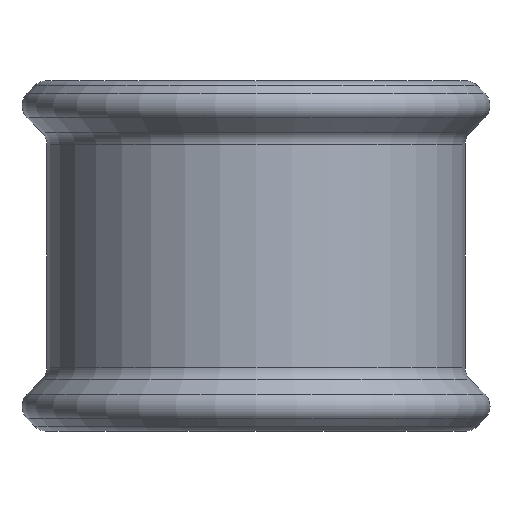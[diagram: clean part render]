
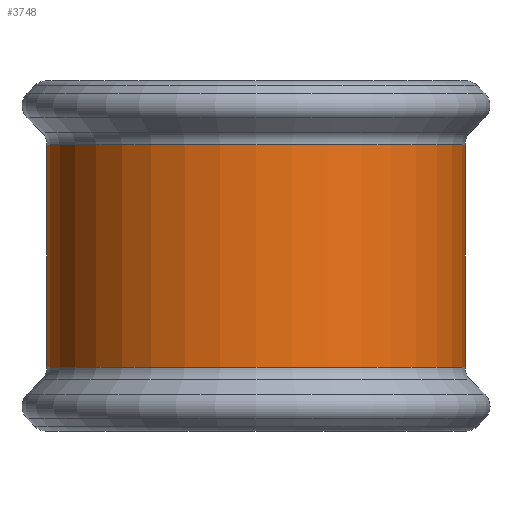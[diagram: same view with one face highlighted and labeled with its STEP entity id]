
A CAD part, front view. The second image highlights one B-rep face of the part: STEP entity #3748.
In plain terms, the highlighted cylindrical face has radius 9.335 mm (diameter 18.669 mm), a partial arc.
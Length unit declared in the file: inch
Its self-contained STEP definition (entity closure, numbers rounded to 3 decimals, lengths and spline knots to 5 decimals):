
#142 = LINE ( 'NONE', #946, #1274 ) ;
#344 = CARTESIAN_POINT ( 'NONE',  ( 0.3125, -0.719, 0.19579 ) ) ;
#443 = VERTEX_POINT ( 'NONE', #563 ) ;
#563 = CARTESIAN_POINT ( 'NONE',  ( -0.055, -0.719, -0.19579 ) ) ;
#678 = CARTESIAN_POINT ( 'NONE',  ( 0.3125, -0.719, 0. ) ) ;
#692 = CARTESIAN_POINT ( 'NONE',  ( 0.3125, -0.719, -0.19579 ) ) ;
#768 = EDGE_CURVE ( 'NONE', #2434, #3439, #142, .T. ) ;
#805 = DIRECTION ( 'NONE',  ( -1., 0., 0. ) ) ;
#868 = ORIENTED_EDGE ( 'NONE', *, *, #768, .T. ) ;
#946 = CARTESIAN_POINT ( 'NONE',  ( 0.3125, -0.3515, 0.19579 ) ) ;
#1158 = CARTESIAN_POINT ( 'NONE',  ( -0.055, -0.719, 0.19579 ) ) ;
#1172 = DIRECTION ( 'NONE',  ( -1., 0., 0. ) ) ;
#1274 = VECTOR ( 'NONE', #5203, 39.37008 ) ;
#1358 = EDGE_LOOP ( 'NONE', ( #868, #3922, #5554, #5302 ) ) ;
#1719 = LINE ( 'NONE', #1158, #5336 ) ;
#1818 = EDGE_CURVE ( 'NONE', #2434, #443, #2194, .T. ) ;
#1926 = EDGE_CURVE ( 'NONE', #443, #2163, #1719, .T. ) ;
#2102 = DIRECTION ( 'NONE',  ( 0., 0., 1. ) ) ;
#2120 = DIRECTION ( 'NONE',  ( -1., 0., 0. ) ) ;
#2163 = VERTEX_POINT ( 'NONE', #4111 ) ;
#2194 = CIRCLE ( 'NONE', #5711, 0.3675 ) ;
#2434 = VERTEX_POINT ( 'NONE', #2977 ) ;
#2442 = CIRCLE ( 'NONE', #5884, 0.3675 ) ;
#2977 = CARTESIAN_POINT ( 'NONE',  ( 0.3125, -0.3515, -0.19579 ) ) ;
#3043 = DIRECTION ( 'NONE',  ( 0., 0., -1. ) ) ;
#3439 = VERTEX_POINT ( 'NONE', #5838 ) ;
#3646 = DIRECTION ( 'NONE',  ( 0., 0., -1. ) ) ;
#3748 = ADVANCED_FACE ( 'NONE', ( #5173 ), #5683, .T. ) ;
#3922 = ORIENTED_EDGE ( 'NONE', *, *, #5512, .T. ) ;
#3991 = DIRECTION ( 'NONE',  ( 0., 0., -1. ) ) ;
#4111 = CARTESIAN_POINT ( 'NONE',  ( -0.055, -0.719, 0.19579 ) ) ;
#4612 = AXIS2_PLACEMENT_3D ( 'NONE', #678, #3043, #2120 ) ;
#5173 = FACE_OUTER_BOUND ( 'NONE', #1358, .T. ) ;
#5203 = DIRECTION ( 'NONE',  ( 0., 0., 1. ) ) ;
#5302 = ORIENTED_EDGE ( 'NONE', *, *, #1818, .F. ) ;
#5336 = VECTOR ( 'NONE', #2102, 39.37008 ) ;
#5512 = EDGE_CURVE ( 'NONE', #3439, #2163, #2442, .T. ) ;
#5554 = ORIENTED_EDGE ( 'NONE', *, *, #1926, .F. ) ;
#5683 = CYLINDRICAL_SURFACE ( 'NONE', #4612, 0.3675 ) ;
#5711 = AXIS2_PLACEMENT_3D ( 'NONE', #692, #3991, #1172 ) ;
#5838 = CARTESIAN_POINT ( 'NONE',  ( 0.3125, -0.3515, 0.19579 ) ) ;
#5884 = AXIS2_PLACEMENT_3D ( 'NONE', #344, #3646, #805 ) ;
